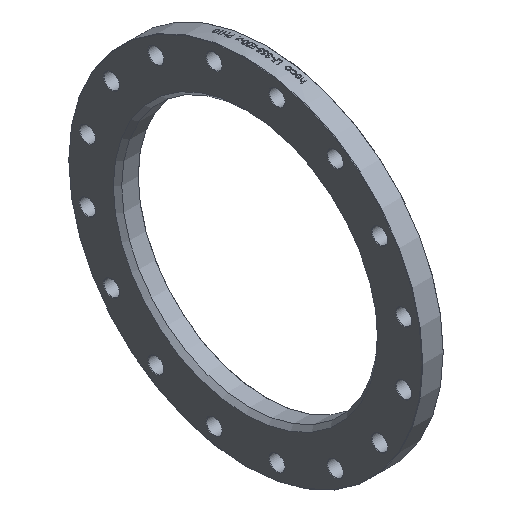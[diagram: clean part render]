
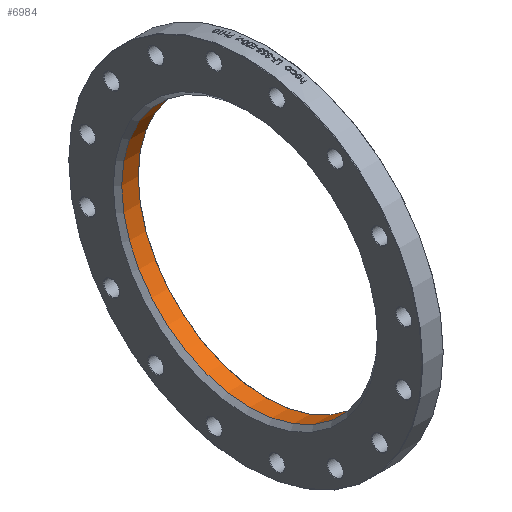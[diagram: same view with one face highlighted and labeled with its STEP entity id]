
A CAD part, isometric view. The second image highlights one B-rep face of the part: STEP entity #6984.
In plain terms, the highlighted cylindrical face has radius 182.5 mm (diameter 365 mm), a full revolution.
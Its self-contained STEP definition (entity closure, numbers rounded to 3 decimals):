
#186 = DIRECTION ( 'NONE',  ( 0., 0., -1. ) ) ;
#670 = EDGE_CURVE ( 'NONE', #3778, #3778, #4335, .T. ) ;
#1088 = CARTESIAN_POINT ( 'NONE',  ( 6., 0., 0. ) ) ;
#1539 = EDGE_LOOP ( 'NONE', ( #4160 ) ) ;
#1625 = CARTESIAN_POINT ( 'NONE',  ( 29.5, 0., 0. ) ) ;
#1817 = CARTESIAN_POINT ( 'NONE',  ( 29.5, 0., 182.5 ) ) ;
#2735 = FACE_OUTER_BOUND ( 'NONE', #1539, .T. ) ;
#2980 = CIRCLE ( 'NONE', #6087, 182.5 ) ;
#3267 = EDGE_CURVE ( 'NONE', #7179, #7179, #2980, .T. ) ;
#3615 = EDGE_LOOP ( 'NONE', ( #4463 ) ) ;
#3778 = VERTEX_POINT ( 'NONE', #1817 ) ;
#4060 = DIRECTION ( 'NONE',  ( 0., 0., 1. ) ) ;
#4160 = ORIENTED_EDGE ( 'NONE', *, *, #3267, .T. ) ;
#4335 = CIRCLE ( 'NONE', #4854, 182.5 ) ;
#4463 = ORIENTED_EDGE ( 'NONE', *, *, #670, .T. ) ;
#4591 = CYLINDRICAL_SURFACE ( 'NONE', #6912, 182.5 ) ;
#4629 = DIRECTION ( 'NONE',  ( 0., 0., 1. ) ) ;
#4854 = AXIS2_PLACEMENT_3D ( 'NONE', #1625, #7812, #4060 ) ;
#5199 = FACE_OUTER_BOUND ( 'NONE', #3615, .T. ) ;
#5744 = DIRECTION ( 'NONE',  ( -1., 0., 0. ) ) ;
#5863 = DIRECTION ( 'NONE',  ( -1., 0., 0. ) ) ;
#5997 = CARTESIAN_POINT ( 'NONE',  ( 6., 0., -182.5 ) ) ;
#6087 = AXIS2_PLACEMENT_3D ( 'NONE', #1088, #5744, #186 ) ;
#6467 = CARTESIAN_POINT ( 'NONE',  ( 0., 0., 0. ) ) ;
#6912 = AXIS2_PLACEMENT_3D ( 'NONE', #6467, #5863, #4629 ) ;
#6984 = ADVANCED_FACE ( 'NONE', ( #2735, #5199 ), #4591, .F. ) ;
#7179 = VERTEX_POINT ( 'NONE', #5997 ) ;
#7812 = DIRECTION ( 'NONE',  ( 1., 0., 0. ) ) ;
